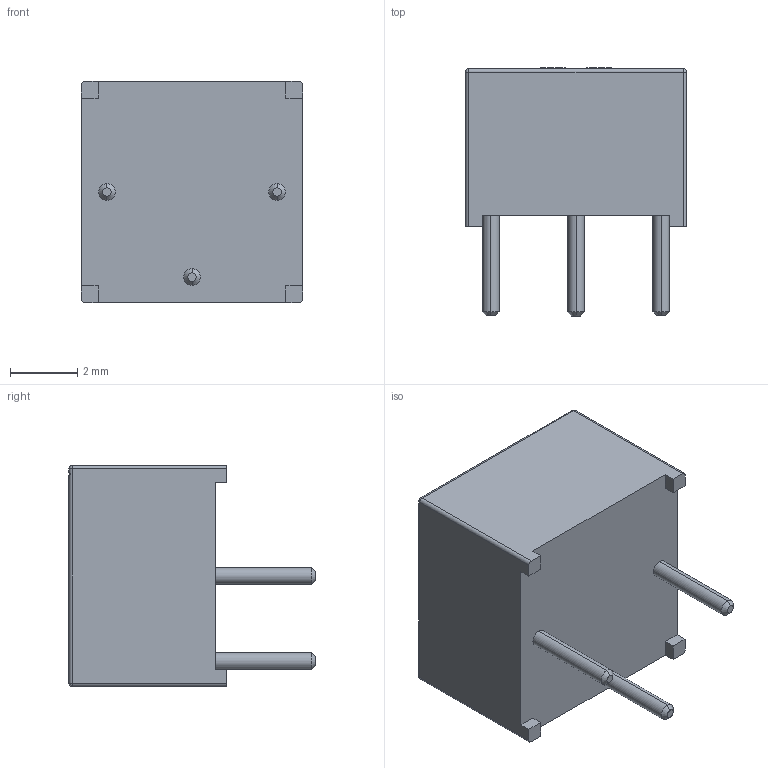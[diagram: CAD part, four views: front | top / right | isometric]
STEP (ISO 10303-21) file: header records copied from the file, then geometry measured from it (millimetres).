
FILE_DESCRIPTION (( 'STEP AP214' ), '1' );
FILE_NAME ('6CF1AA2A-EA2A-4844-AFE6-2B02277527A5.STEP', '2009-02-17T18:11:47', ( 'SysAdmin' ), ( 'SolidWorks' ), 'SwSTEP 2.0', 'SolidWorks 2009', '' );
FILE_SCHEMA (( 'AUTOMOTIVE_DESIGN' ));
Length unit declared in the file: millimetre
Products named in the file (1): 6CF1AA2A-EA2A-4844-AFE6-2B02277527A5
Bounding box: 6.6 x 7.39 x 6.6 mm (x, y, z)
Volume: 189.4 mm3; surface area: 257.8 mm2
Topology: 2 solids, 2 shells, 236 faces, 640 edges, 414 vertices
Faces by surface type: plane 121, bspline 74, cylinder 35, cone 6
Entity records: 13412 total; most frequent: CARTESIAN_POINT 5474, ORIENTED_EDGE 1256, DIRECTION 843, EDGE_CURVE 628, VERTEX_POINT 414, VECTOR 345, LINE 345, EDGE_LOOP 254
